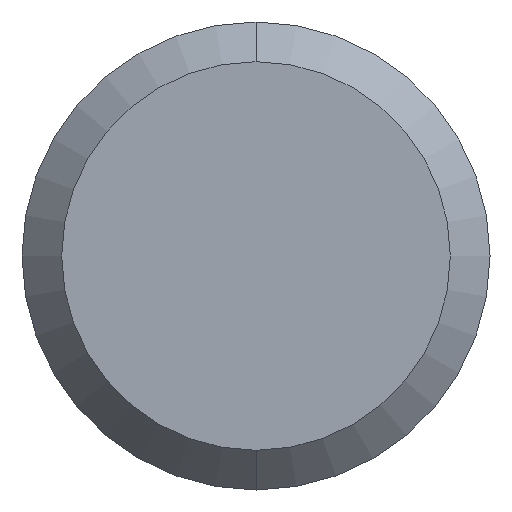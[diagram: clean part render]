
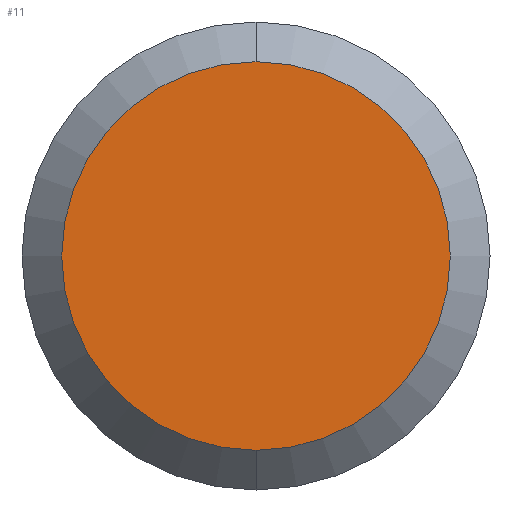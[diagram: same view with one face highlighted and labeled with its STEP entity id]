
A CAD part, front view. The second image highlights one B-rep face of the part: STEP entity #11.
In plain terms, the highlighted planar face has unit normal (0, -1, 0).
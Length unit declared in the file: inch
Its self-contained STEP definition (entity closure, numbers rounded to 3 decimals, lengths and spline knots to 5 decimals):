
#11 = ADVANCED_FACE ( 'NONE', ( #126 ), #56, .F. ) ;
#21 = CARTESIAN_POINT ( 'NONE',  ( 0., 0., 0. ) ) ;
#56 = PLANE ( 'NONE',  #199 ) ;
#61 = VERTEX_POINT ( 'NONE', #183 ) ;
#63 = ORIENTED_EDGE ( 'NONE', *, *, #221, .T. ) ;
#70 = VERTEX_POINT ( 'NONE', #144 ) ;
#80 = DIRECTION ( 'NONE',  ( 0., 0., 1. ) ) ;
#85 = DIRECTION ( 'NONE',  ( 0., 0., 1. ) ) ;
#95 = DIRECTION ( 'NONE',  ( 0., 1., 0. ) ) ;
#116 = CARTESIAN_POINT ( 'NONE',  ( 0., 0., 0. ) ) ;
#126 = FACE_OUTER_BOUND ( 'NONE', #211, .T. ) ;
#128 = AXIS2_PLACEMENT_3D ( 'NONE', #21, #209, #85 ) ;
#131 = EDGE_CURVE ( 'NONE', #61, #70, #186, .T. ) ;
#144 = CARTESIAN_POINT ( 'NONE',  ( 0., 0., -0.09796 ) ) ;
#175 = AXIS2_PLACEMENT_3D ( 'NONE', #215, #277, #238 ) ;
#183 = CARTESIAN_POINT ( 'NONE',  ( 0., 0., 0.09796 ) ) ;
#186 = CIRCLE ( 'NONE', #175, 0.09796 ) ;
#190 = CIRCLE ( 'NONE', #128, 0.09796 ) ;
#199 = AXIS2_PLACEMENT_3D ( 'NONE', #116, #95, #80 ) ;
#209 = DIRECTION ( 'NONE',  ( 0., -1., 0. ) ) ;
#211 = EDGE_LOOP ( 'NONE', ( #245, #63 ) ) ;
#215 = CARTESIAN_POINT ( 'NONE',  ( 0., 0., 0. ) ) ;
#221 = EDGE_CURVE ( 'NONE', #70, #61, #190, .T. ) ;
#238 = DIRECTION ( 'NONE',  ( 0., 0., 1. ) ) ;
#245 = ORIENTED_EDGE ( 'NONE', *, *, #131, .T. ) ;
#277 = DIRECTION ( 'NONE',  ( 0., -1., 0. ) ) ;
